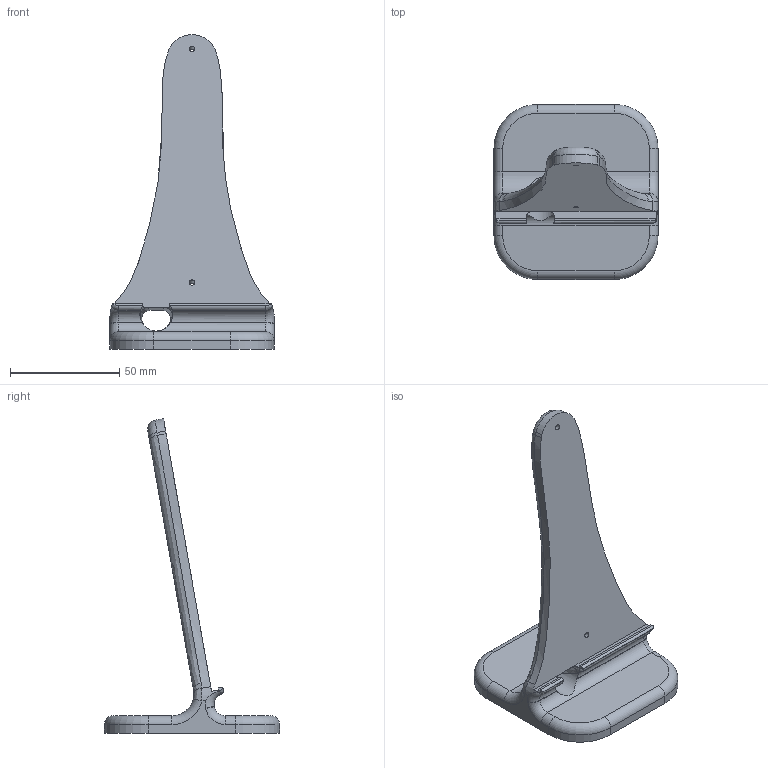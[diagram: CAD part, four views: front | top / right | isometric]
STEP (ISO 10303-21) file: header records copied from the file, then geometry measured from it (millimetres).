
FILE_DESCRIPTION(/* description */ (''),/* implementation_level */ '2;1');
FILE_NAME(/* name */ 'Staender_CO2_Ampel v6.step',/* time_stamp */ '2020-10-24T18:53:55+02:00',/* author */ (''),/* organization */ (''),/* preprocessor_version */ 'ST-DEVELOPER v18.1',/* originating_system */ 'Autodesk Translation Framework v9.3.0.1241',/* authorisation */ '');
FILE_SCHEMA (('AUTOMOTIVE_DESIGN { 1 0 10303 214 3 1 1 }'));
Length unit declared in the file: millimetre
Products named in the file (1): Staender_CO2_Ampel
Bounding box: 75 x 80 x 143.78 mm (x, y, z)
Volume: 87909.3 mm3; surface area: 25303.5 mm2
Topology: 1 solids, 1 shells, 77 faces, 194 edges, 116 vertices
Faces by surface type: cylinder 24, bspline 22, plane 20, torus 11
Full cylindrical faces by diameter (mm): 2.5 x2
Entity records: 3371 total; most frequent: CARTESIAN_POINT 1634, ORIENTED_EDGE 384, DIRECTION 313, EDGE_CURVE 192, AXIS2_PLACEMENT_3D 129, VERTEX_POINT 116, EDGE_LOOP 82, FACE_OUTER_BOUND 77
